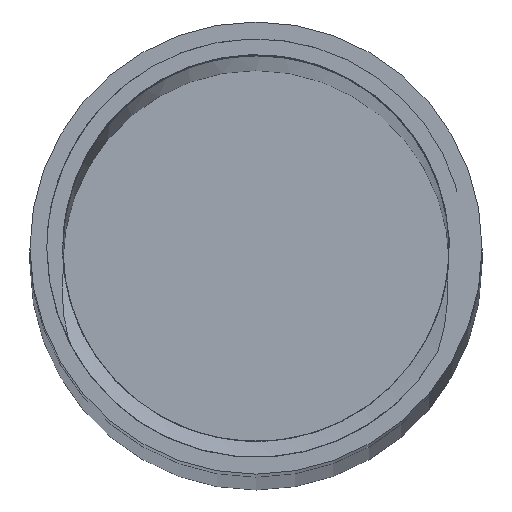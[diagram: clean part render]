
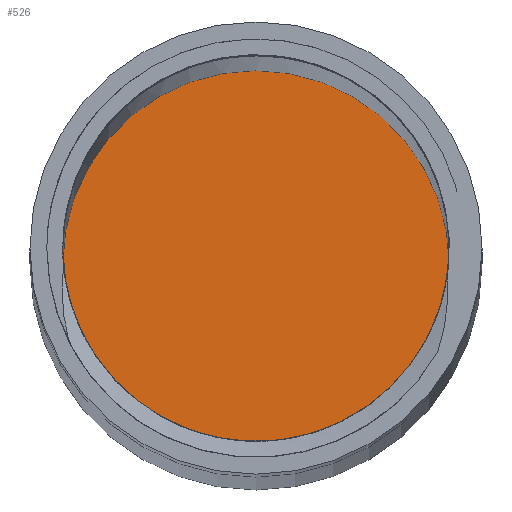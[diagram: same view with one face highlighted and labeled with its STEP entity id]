
A CAD part, top view. The second image highlights one B-rep face of the part: STEP entity #526.
In plain terms, the highlighted planar face has unit normal (0, 0, 1).
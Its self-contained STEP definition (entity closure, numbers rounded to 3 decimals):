
#22=PLANE('',#578);
#46=FACE_OUTER_BOUND('',#79,.T.);
#79=EDGE_LOOP('',(#398));
#106=CIRCLE('',#579,19.5);
#242=VERTEX_POINT('',#1468);
#307=EDGE_CURVE('',#242,#242,#106,.T.);
#398=ORIENTED_EDGE('',*,*,#307,.T.);
#526=ADVANCED_FACE('',(#46),#22,.F.);
#578=AXIS2_PLACEMENT_3D('',#1467,#665,#666);
#579=AXIS2_PLACEMENT_3D('',#1469,#667,#668);
#665=DIRECTION('center_axis',(0.,0.,-1.));
#666=DIRECTION('ref_axis',(1.,0.,0.));
#667=DIRECTION('center_axis',(0.,0.,1.));
#668=DIRECTION('ref_axis',(1.,0.,0.));
#1467=CARTESIAN_POINT('Origin',(0.,0.,-840.));
#1468=CARTESIAN_POINT('',(-19.5,0.,-840.));
#1469=CARTESIAN_POINT('Origin',(0.,0.,-840.));
